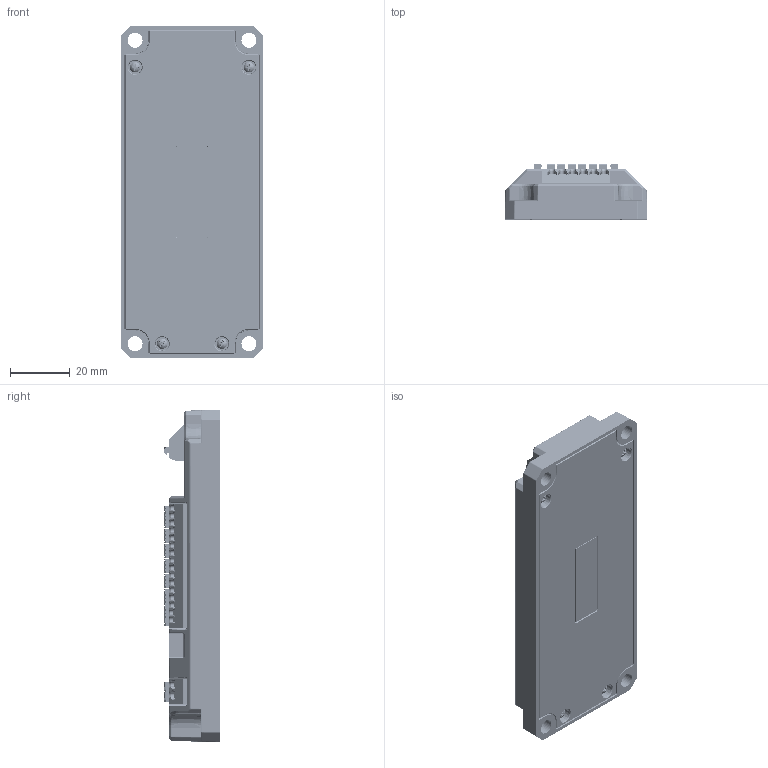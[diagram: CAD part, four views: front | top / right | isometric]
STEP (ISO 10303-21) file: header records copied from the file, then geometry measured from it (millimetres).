
FILE_DESCRIPTION (( 'STEP AP203' ), '1' );
FILE_NAME ('REV-11-1852_PUBLIC_CAD.STEP', '2021-09-27T16:51:49', ( '' ), ( '' ), 'SwSTEP 2.0', 'SolidWorks 2019', '' );
FILE_SCHEMA (( 'CONFIG_CONTROL_DESIGN' ));
Products named in the file (1): REV-11-1852_PUBLIC_CAD
Bounding box: 47.62 x 18.63 x 111.12 mm (x, y, z)
Volume: 43707.3 mm3; surface area: 68461.2 mm2
Topology: 238 solids, 238 shells, 8733 faces, 24033 edges, 15858 vertices
Faces by surface type: plane 4773, bspline 2022, cylinder 1312, cone 592, torus 26, sphere 8
Entity records: 295171 total; most frequent: CARTESIAN_POINT 86305, ORIENTED_EDGE 48046, DIRECTION 35439, EDGE_CURVE 24023, VERTEX_POINT 15858, LINE 15661, VECTOR 15661, AXIS2_PLACEMENT_3D 9889
